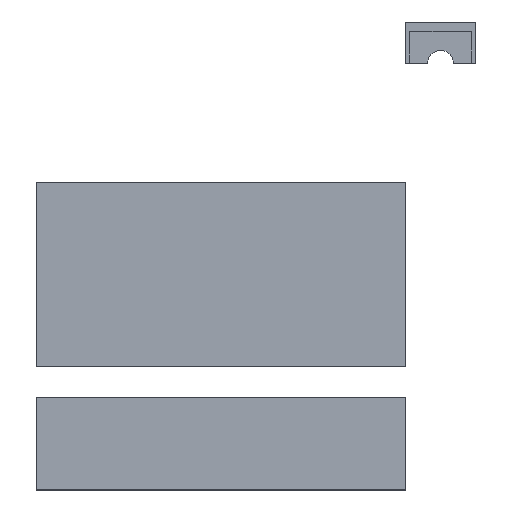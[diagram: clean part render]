
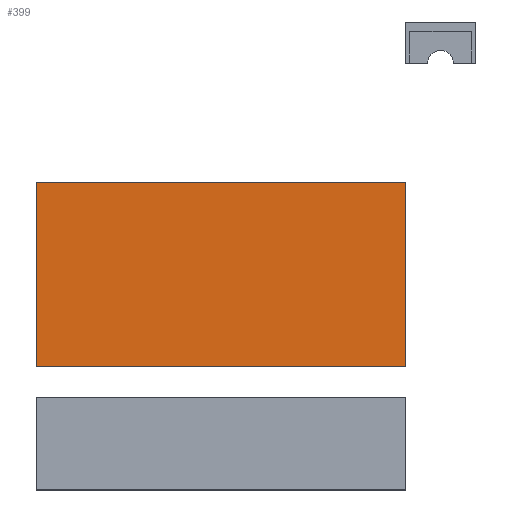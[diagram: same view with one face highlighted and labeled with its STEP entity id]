
A CAD part, top view. The second image highlights one B-rep face of the part: STEP entity #399.
In plain terms, the highlighted planar face has unit normal (0, 0, 1).
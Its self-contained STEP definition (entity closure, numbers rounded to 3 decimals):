
#26=FACE_OUTER_BOUND('',#50,.T.);
#50=EDGE_LOOP('',(#280,#281,#282,#283));
#72=LINE('',#575,#124);
#75=LINE('',#581,#127);
#78=LINE('',#587,#130);
#81=LINE('',#591,#133);
#124=VECTOR('',#467,10.);
#127=VECTOR('',#472,10.);
#130=VECTOR('',#477,10.);
#133=VECTOR('',#482,10.);
#176=VERTEX_POINT('',#572);
#177=VERTEX_POINT('',#574);
#179=VERTEX_POINT('',#580);
#181=VERTEX_POINT('',#586);
#212=EDGE_CURVE('',#177,#176,#72,.T.);
#215=EDGE_CURVE('',#179,#177,#75,.T.);
#218=EDGE_CURVE('',#181,#179,#78,.T.);
#221=EDGE_CURVE('',#176,#181,#81,.T.);
#280=ORIENTED_EDGE('',*,*,#221,.T.);
#281=ORIENTED_EDGE('',*,*,#218,.T.);
#282=ORIENTED_EDGE('',*,*,#215,.T.);
#283=ORIENTED_EDGE('',*,*,#212,.T.);
#376=PLANE('',#439);
#399=ADVANCED_FACE('',(#26),#376,.T.);
#439=AXIS2_PLACEMENT_3D('',#592,#483,#484);
#467=DIRECTION('',(0.,-1.,0.));
#472=DIRECTION('',(-1.,0.,0.));
#477=DIRECTION('',(0.,1.,0.));
#482=DIRECTION('',(1.,0.,0.));
#483=DIRECTION('center_axis',(0.,0.,1.));
#484=DIRECTION('ref_axis',(1.,0.,0.));
#572=CARTESIAN_POINT('',(-60.,20.,2.));
#574=CARTESIAN_POINT('',(-60.,50.,2.));
#575=CARTESIAN_POINT('',(-60.,20.,2.));
#580=CARTESIAN_POINT('',(0.,50.,2.));
#581=CARTESIAN_POINT('',(-60.,50.,2.));
#586=CARTESIAN_POINT('',(0.,20.,2.));
#587=CARTESIAN_POINT('',(0.,50.,2.));
#591=CARTESIAN_POINT('',(0.,20.,2.));
#592=CARTESIAN_POINT('Origin',(-30.,35.,2.));
